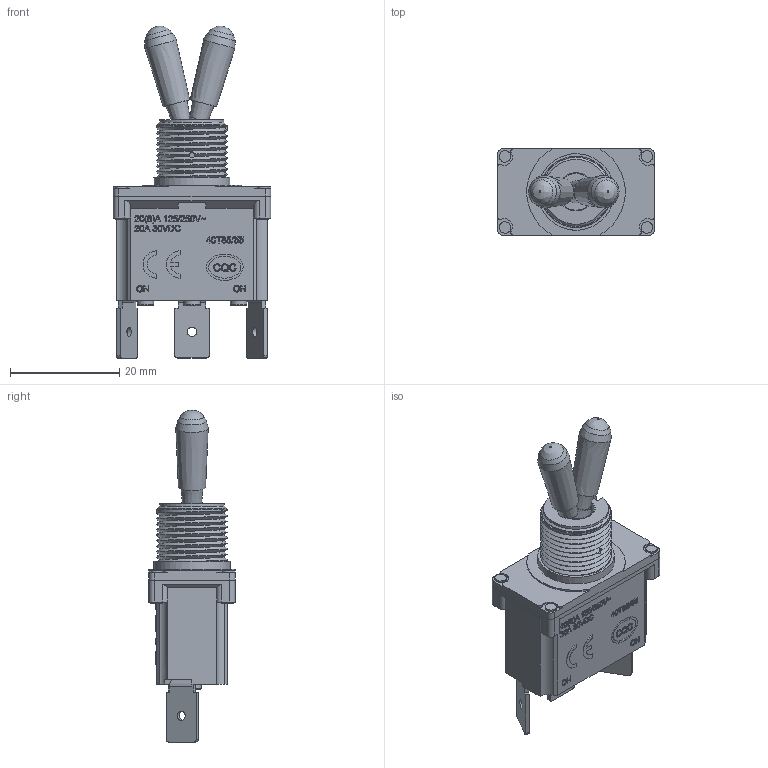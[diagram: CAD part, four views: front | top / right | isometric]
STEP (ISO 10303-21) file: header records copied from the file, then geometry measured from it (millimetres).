
FILE_DESCRIPTION(/* description */ ('Unknown'),/* implementation_level */ '2;1');
FILE_NAME(/* name */ '472221010110',/* time_stamp */ '2025-05-23T13:52:28+02:00',/* author */ ('Unknown'),/* organization */ ('Unknown'),/* preprocessor_version */ 'ST-DEVELOPER v19.4',/* originating_system */ 'Solid Edge',/* authorisation */ 'Unknown');
FILE_SCHEMA (('AUTOMOTIVE_DESIGN {1 0 10303 214 3 1 1}'));
Products named in the file (8): 472221010110; Thread; blank; Pin Fixer; Pin without thread; Rubber; Actuator; Body_Pinwot
Assembly tree (15 placements, depth 2):
  472221010110
    Thread
    blank  x4
    Pin Fixer  x3
    Pin without thread  x3
    Rubber
    Actuator  x2
    Body_Pinwot
Bounding box: 28.8 x 15.8 x 60.73 mm (x, y, z)
Volume: 9838.5 mm3; surface area: 6625.9 mm2
Topology: 15 solids, 15 shells, 1120 faces, 2803 edges, 1866 vertices
Faces by surface type: plane 788, bspline 202, cylinder 129, cone 1
Full cylindrical faces by diameter (mm): 1 x1, 1.7 x3, 1.8 x4, 2 x15, 2.1 x8, 2.5 x8, 2.65 x1, 3 x3, 6.7 x1, 7 x2
Entity records: 49895 total; most frequent: CARTESIAN_POINT 23656, ORIENTED_EDGE 4754, DIRECTION 3025, EDGE_CURVE 2377, VERTEX_POINT 1622, EDGE_LOOP 1195, FACE_BOUND 1195, B_SPLINE_CURVE_WITH_KNOTS 1106
